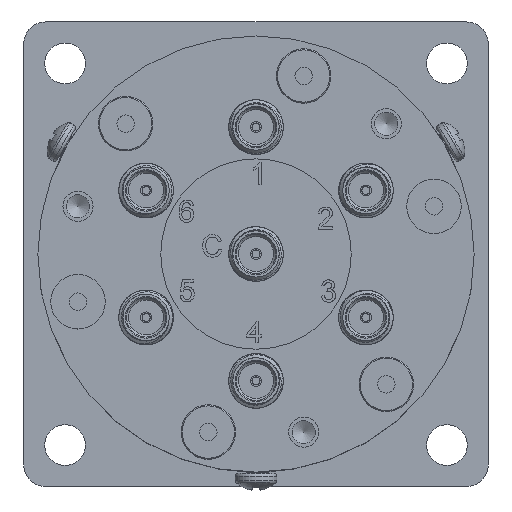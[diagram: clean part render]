
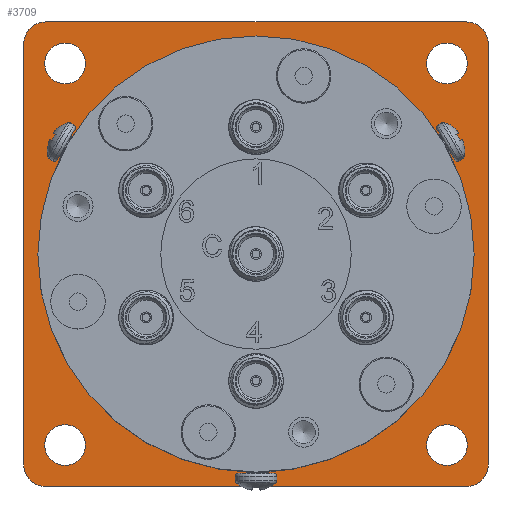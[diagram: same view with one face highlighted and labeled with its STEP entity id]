
A CAD part, top view. The second image highlights one B-rep face of the part: STEP entity #3709.
In plain terms, the highlighted planar face has unit normal (0, 0, 1).
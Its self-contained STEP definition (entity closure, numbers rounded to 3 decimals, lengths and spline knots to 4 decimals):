
#1 = ORIENTED_EDGE ( 'NONE', *, *, #31587, .T. ) ;
#67 = EDGE_LOOP ( 'NONE', ( #23687 ) ) ;
#552 = FACE_BOUND ( 'NONE', #20808, .T. ) ;
#871 = DIRECTION ( 'NONE',  ( 0., 0., 1. ) ) ;
#892 = ORIENTED_EDGE ( 'NONE', *, *, #17518, .T. ) ;
#994 = DIRECTION ( 'NONE',  ( 0., 0., 1. ) ) ;
#1255 = VECTOR ( 'NONE', #27395, 39.3701 ) ;
#2091 = DIRECTION ( 'NONE',  ( 0., 0., 1. ) ) ;
#2350 = DIRECTION ( 'NONE',  ( 1., 0., 0. ) ) ;
#3122 = CARTESIAN_POINT ( 'NONE',  ( 1.065, -1.065, 0. ) ) ;
#3143 = EDGE_CURVE ( 'NONE', #8133, #8133, #29458, .T. ) ;
#3199 = ORIENTED_EDGE ( 'NONE', *, *, #12310, .T. ) ;
#3215 = CIRCLE ( 'NONE', #22118, 0.1 ) ;
#3356 = EDGE_CURVE ( 'NONE', #10855, #10855, #5711, .T. ) ;
#3456 = CIRCLE ( 'NONE', #9085, 1. ) ;
#3553 = DIRECTION ( 'NONE',  ( 1., 0., 0. ) ) ;
#3709 = ADVANCED_FACE ( 'NONE', ( #28242, #552, #9661, #31439, #6901, #12827 ), #24220, .F. ) ;
#4477 = VERTEX_POINT ( 'NONE', #20498 ) ;
#5169 = ORIENTED_EDGE ( 'NONE', *, *, #3356, .F. ) ;
#5365 = ORIENTED_EDGE ( 'NONE', *, *, #17663, .T. ) ;
#5448 = DIRECTION ( 'NONE',  ( 0., 1., 0. ) ) ;
#5711 = CIRCLE ( 'NONE', #16990, 0.0935 ) ;
#5753 = CARTESIAN_POINT ( 'NONE',  ( 0.965, 0.965, 0. ) ) ;
#5784 = CARTESIAN_POINT ( 'NONE',  ( -0.965, -1.065, 0. ) ) ;
#6434 = EDGE_LOOP ( 'NONE', ( #17502 ) ) ;
#6440 = EDGE_CURVE ( 'NONE', #27731, #19352, #29328, .T. ) ;
#6851 = VERTEX_POINT ( 'NONE', #12730 ) ;
#6901 = FACE_BOUND ( 'NONE', #12576, .T. ) ;
#7379 = CARTESIAN_POINT ( 'NONE',  ( 0.965, 1.065, 0. ) ) ;
#8133 = VERTEX_POINT ( 'NONE', #13083 ) ;
#8318 = EDGE_LOOP ( 'NONE', ( #892 ) ) ;
#8549 = VERTEX_POINT ( 'NONE', #11674 ) ;
#8583 = LINE ( 'NONE', #3122, #12524 ) ;
#9085 = AXIS2_PLACEMENT_3D ( 'NONE', #31003, #13060, #15466 ) ;
#9661 = FACE_BOUND ( 'NONE', #6434, .T. ) ;
#9719 = EDGE_CURVE ( 'NONE', #20470, #27731, #3215, .T. ) ;
#10257 = DIRECTION ( 'NONE',  ( 1., 0., 0. ) ) ;
#10617 = VECTOR ( 'NONE', #20957, 39.3701 ) ;
#10855 = VERTEX_POINT ( 'NONE', #23140 ) ;
#11240 = DIRECTION ( 'NONE',  ( 0., 0., 1. ) ) ;
#11674 = CARTESIAN_POINT ( 'NONE',  ( 1.065, 0.965, 0. ) ) ;
#12310 = EDGE_CURVE ( 'NONE', #27262, #28935, #31315, .T. ) ;
#12524 = VECTOR ( 'NONE', #5448, 39.3701 ) ;
#12576 = EDGE_LOOP ( 'NONE', ( #5169 ) ) ;
#12592 = LINE ( 'NONE', #28440, #10617 ) ;
#12668 = ORIENTED_EDGE ( 'NONE', *, *, #23892, .F. ) ;
#12707 = DIRECTION ( 'NONE',  ( 0., 0., 1. ) ) ;
#12730 = CARTESIAN_POINT ( 'NONE',  ( -0.7815, -0.875, 0. ) ) ;
#12827 = FACE_OUTER_BOUND ( 'NONE', #28561, .T. ) ;
#12874 = ORIENTED_EDGE ( 'NONE', *, *, #25005, .T. ) ;
#12960 = VERTEX_POINT ( 'NONE', #31777 ) ;
#13032 = ORIENTED_EDGE ( 'NONE', *, *, #9719, .T. ) ;
#13060 = DIRECTION ( 'NONE',  ( 0., 0., -1. ) ) ;
#13083 = CARTESIAN_POINT ( 'NONE',  ( 0.9685, -0.875, 0. ) ) ;
#13682 = AXIS2_PLACEMENT_3D ( 'NONE', #32511, #2091, #22331 ) ;
#13698 = CARTESIAN_POINT ( 'NONE',  ( -1., 0., 0. ) ) ;
#13835 = CIRCLE ( 'NONE', #13969, 0.1 ) ;
#13942 = CIRCLE ( 'NONE', #17475, 0.0935 ) ;
#13957 = LINE ( 'NONE', #29618, #16351 ) ;
#13969 = AXIS2_PLACEMENT_3D ( 'NONE', #5753, #871, #16013 ) ;
#14263 = DIRECTION ( 'NONE',  ( -1., 0., 0. ) ) ;
#15466 = DIRECTION ( 'NONE',  ( -1., 0., 0. ) ) ;
#15640 = CARTESIAN_POINT ( 'NONE',  ( 0.875, -0.875, 0. ) ) ;
#16013 = DIRECTION ( 'NONE',  ( -1., 0., 0. ) ) ;
#16351 = VECTOR ( 'NONE', #29407, 39.3701 ) ;
#16990 = AXIS2_PLACEMENT_3D ( 'NONE', #23658, #994, #3553 ) ;
#17475 = AXIS2_PLACEMENT_3D ( 'NONE', #22926, #20180, #2350 ) ;
#17502 = ORIENTED_EDGE ( 'NONE', *, *, #3143, .F. ) ;
#17518 = EDGE_CURVE ( 'NONE', #27421, #27421, #3456, .T. ) ;
#17663 = EDGE_CURVE ( 'NONE', #12960, #8549, #8583, .T. ) ;
#18288 = CARTESIAN_POINT ( 'NONE',  ( -0.965, -0.965, 0. ) ) ;
#19352 = VERTEX_POINT ( 'NONE', #28650 ) ;
#20038 = CIRCLE ( 'NONE', #13682, 0.1 ) ;
#20180 = DIRECTION ( 'NONE',  ( 0., 0., 1. ) ) ;
#20226 = CIRCLE ( 'NONE', #29251, 0.0935 ) ;
#20470 = VERTEX_POINT ( 'NONE', #30784 ) ;
#20498 = CARTESIAN_POINT ( 'NONE',  ( 0.9685, 0.875, 0. ) ) ;
#20808 = EDGE_LOOP ( 'NONE', ( #12668 ) ) ;
#20957 = DIRECTION ( 'NONE',  ( -1., 0., 0. ) ) ;
#22118 = AXIS2_PLACEMENT_3D ( 'NONE', #18288, #30793, #25888 ) ;
#22331 = DIRECTION ( 'NONE',  ( -1., 0., 0. ) ) ;
#22663 = DIRECTION ( 'NONE',  ( 1., 0., 0. ) ) ;
#22926 = CARTESIAN_POINT ( 'NONE',  ( -0.875, -0.875, 0. ) ) ;
#22950 = EDGE_CURVE ( 'NONE', #28935, #20470, #13957, .T. ) ;
#23096 = CARTESIAN_POINT ( 'NONE',  ( 0.875, 0.875, 0. ) ) ;
#23140 = CARTESIAN_POINT ( 'NONE',  ( -0.7815, 0.875, 0. ) ) ;
#23174 = DIRECTION ( 'NONE',  ( 0., 0., 1. ) ) ;
#23463 = ORIENTED_EDGE ( 'NONE', *, *, #22950, .T. ) ;
#23658 = CARTESIAN_POINT ( 'NONE',  ( -0.875, 0.875, 0. ) ) ;
#23687 = ORIENTED_EDGE ( 'NONE', *, *, #24659, .F. ) ;
#23892 = EDGE_CURVE ( 'NONE', #6851, #6851, #13942, .T. ) ;
#23948 = CARTESIAN_POINT ( 'NONE',  ( -0.965, 0.965, 0. ) ) ;
#24220 = PLANE ( 'NONE',  #28217 ) ;
#24228 = EDGE_CURVE ( 'NONE', #30487, #27262, #12592, .T. ) ;
#24440 = CARTESIAN_POINT ( 'NONE',  ( 0., 0., 0. ) ) ;
#24659 = EDGE_CURVE ( 'NONE', #4477, #4477, #20226, .T. ) ;
#25005 = EDGE_CURVE ( 'NONE', #8549, #30487, #13835, .T. ) ;
#25888 = DIRECTION ( 'NONE',  ( -1., 0., 0. ) ) ;
#26173 = DIRECTION ( 'NONE',  ( -1., 0., 0. ) ) ;
#27262 = VERTEX_POINT ( 'NONE', #32236 ) ;
#27395 = DIRECTION ( 'NONE',  ( 1., 0., 0. ) ) ;
#27421 = VERTEX_POINT ( 'NONE', #13698 ) ;
#27731 = VERTEX_POINT ( 'NONE', #5784 ) ;
#28217 = AXIS2_PLACEMENT_3D ( 'NONE', #24440, #31767, #14263 ) ;
#28242 = FACE_BOUND ( 'NONE', #8318, .T. ) ;
#28440 = CARTESIAN_POINT ( 'NONE',  ( -1.065, 1.065, 0. ) ) ;
#28561 = EDGE_LOOP ( 'NONE', ( #23463, #13032, #30703, #1, #5365, #12874, #29272, #3199 ) ) ;
#28650 = CARTESIAN_POINT ( 'NONE',  ( 0.965, -1.065, 0. ) ) ;
#28935 = VERTEX_POINT ( 'NONE', #29274 ) ;
#29251 = AXIS2_PLACEMENT_3D ( 'NONE', #23096, #12707, #22663 ) ;
#29272 = ORIENTED_EDGE ( 'NONE', *, *, #24228, .T. ) ;
#29274 = CARTESIAN_POINT ( 'NONE',  ( -1.065, 0.965, 0. ) ) ;
#29328 = LINE ( 'NONE', #32272, #1255 ) ;
#29407 = DIRECTION ( 'NONE',  ( 0., -1., 0. ) ) ;
#29458 = CIRCLE ( 'NONE', #31212, 0.0935 ) ;
#29618 = CARTESIAN_POINT ( 'NONE',  ( -1.065, -1.065, 0. ) ) ;
#30487 = VERTEX_POINT ( 'NONE', #7379 ) ;
#30703 = ORIENTED_EDGE ( 'NONE', *, *, #6440, .T. ) ;
#30784 = CARTESIAN_POINT ( 'NONE',  ( -1.065, -0.965, 0. ) ) ;
#30793 = DIRECTION ( 'NONE',  ( 0., 0., 1. ) ) ;
#31003 = CARTESIAN_POINT ( 'NONE',  ( 0., 0., 0. ) ) ;
#31212 = AXIS2_PLACEMENT_3D ( 'NONE', #15640, #23174, #10257 ) ;
#31315 = CIRCLE ( 'NONE', #31483, 0.1 ) ;
#31439 = FACE_BOUND ( 'NONE', #67, .T. ) ;
#31483 = AXIS2_PLACEMENT_3D ( 'NONE', #23948, #11240, #26173 ) ;
#31587 = EDGE_CURVE ( 'NONE', #19352, #12960, #20038, .T. ) ;
#31767 = DIRECTION ( 'NONE',  ( 0., 0., -1. ) ) ;
#31777 = CARTESIAN_POINT ( 'NONE',  ( 1.065, -0.965, 0. ) ) ;
#32236 = CARTESIAN_POINT ( 'NONE',  ( -0.965, 1.065, 0. ) ) ;
#32272 = CARTESIAN_POINT ( 'NONE',  ( -1.065, -1.065, 0. ) ) ;
#32511 = CARTESIAN_POINT ( 'NONE',  ( 0.965, -0.965, 0. ) ) ;
